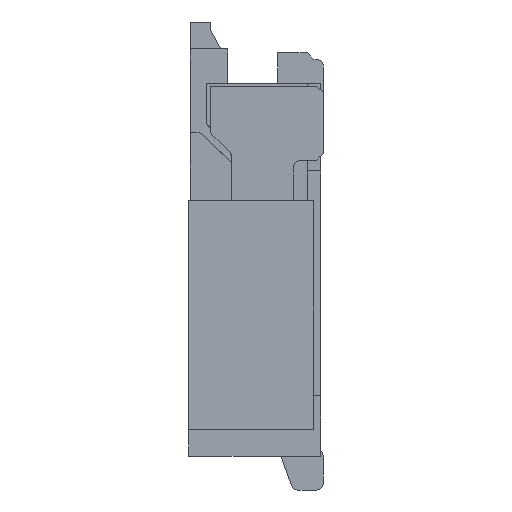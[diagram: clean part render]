
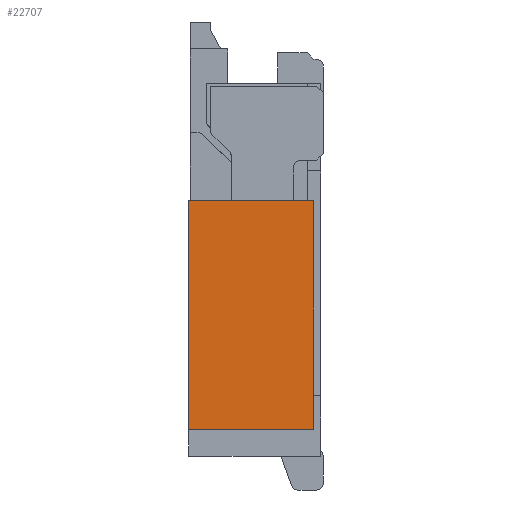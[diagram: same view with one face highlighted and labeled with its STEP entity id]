
A CAD part, left-side view. The second image highlights one B-rep face of the part: STEP entity #22707.
In plain terms, the highlighted planar face has unit normal (-1, 0, 0).
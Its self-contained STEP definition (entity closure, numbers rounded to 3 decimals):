
#5500=DIRECTION('',(0.,-1.,0.));
#5501=VECTOR('',#5500,0.93);
#5502=CARTESIAN_POINT('',(-5.7,0.49,-0.87));
#5503=LINE('',#5502,#5501);
#5504=DIRECTION('',(0.,0.,1.));
#5505=VECTOR('',#5504,1.7);
#5506=CARTESIAN_POINT('',(-5.7,-0.44,-2.57));
#5507=LINE('',#5506,#5505);
#5508=DIRECTION('',(0.,-1.,0.));
#5509=VECTOR('',#5508,0.93);
#5510=CARTESIAN_POINT('',(-5.7,0.49,-2.57));
#5511=LINE('',#5510,#5509);
#5512=DIRECTION('',(0.,0.,-1.));
#5513=VECTOR('',#5512,1.7);
#5514=CARTESIAN_POINT('',(-5.7,0.49,-0.87));
#5515=LINE('',#5514,#5513);
#13686=CARTESIAN_POINT('',(-5.7,0.49,-2.57));
#13688=VERTEX_POINT('',#13686);
#13740=CARTESIAN_POINT('',(-5.7,-0.44,-2.57));
#13741=VERTEX_POINT('',#13740);
#13742=CARTESIAN_POINT('',(-5.7,0.49,-0.87));
#13743=CARTESIAN_POINT('',(-5.7,-0.44,-0.87));
#13744=VERTEX_POINT('',#13742);
#13745=VERTEX_POINT('',#13743);
#22695=CARTESIAN_POINT('',(-5.7,0.49,0.));
#22696=DIRECTION('',(-1.,0.,0.));
#22697=DIRECTION('',(0.,-1.,0.));
#22698=AXIS2_PLACEMENT_3D('',#22695,#22696,#22697);
#22699=PLANE('',#22698);
#22701=ORIENTED_EDGE('',*,*,#22700,.T.);
#22702=ORIENTED_EDGE('',*,*,#22688,.F.);
#22703=ORIENTED_EDGE('',*,*,#22676,.F.);
#22704=ORIENTED_EDGE('',*,*,#21727,.F.);
#22705=EDGE_LOOP('',(#22701,#22702,#22703,#22704));
#22706=FACE_OUTER_BOUND('',#22705,.F.);
#21727=EDGE_CURVE('',#13744,#13688,#5515,.T.);
#22676=EDGE_CURVE('',#13688,#13741,#5511,.T.);
#22688=EDGE_CURVE('',#13741,#13745,#5507,.T.);
#22700=EDGE_CURVE('',#13744,#13745,#5503,.T.);
#22707=ADVANCED_FACE('',(#22706),#22699,.T.);
